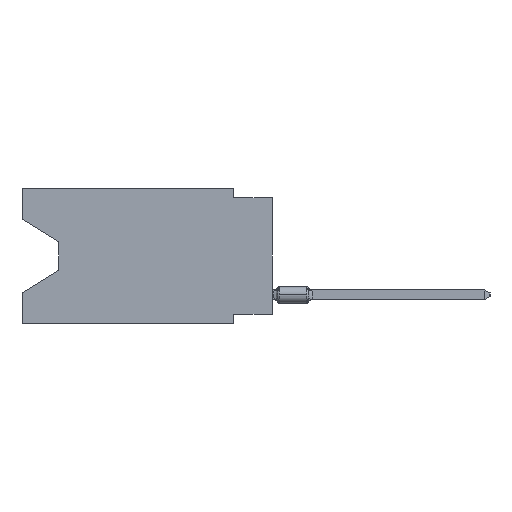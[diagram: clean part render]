
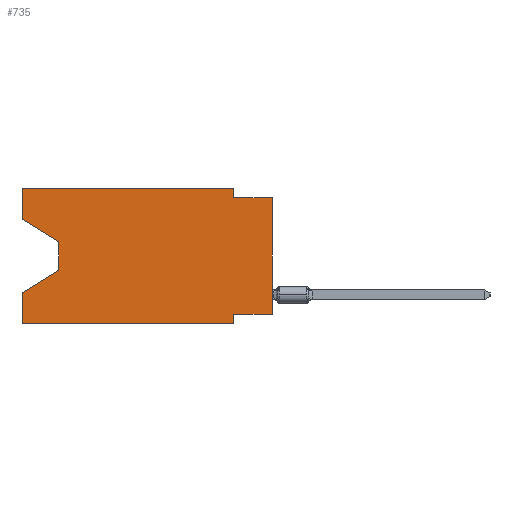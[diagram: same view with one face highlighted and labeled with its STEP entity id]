
A CAD part, left-side view. The second image highlights one B-rep face of the part: STEP entity #735.
In plain terms, the highlighted planar face has unit normal (-1, 0, 0).
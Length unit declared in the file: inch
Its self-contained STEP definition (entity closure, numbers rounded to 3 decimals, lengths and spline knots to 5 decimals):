
#29 = VERTEX_POINT ( 'NONE', #1062 ) ;
#578 = VECTOR ( 'NONE', #27795, 39.37008 ) ;
#636 = CARTESIAN_POINT ( 'NONE',  ( 0., 0., -0.325 ) ) ;
#735 = ADVANCED_FACE ( 'NONE', ( #22684 ), #29395, .F. ) ;
#1062 = CARTESIAN_POINT ( 'NONE',  ( 0., 0.1, -0.025 ) ) ;
#1297 = EDGE_CURVE ( 'NONE', #17904, #29, #18244, .T. ) ;
#2489 = EDGE_LOOP ( 'NONE', ( #6557, #39526, #12208, #37803, #4567, #27979, #9670, #9923, #42749, #11252, #37902, #29986 ) ) ;
#2556 = EDGE_CURVE ( 'NONE', #30720, #26442, #24744, .T. ) ;
#2628 = VECTOR ( 'NONE', #41415, 39.37008 ) ;
#3597 = DIRECTION ( 'NONE',  ( 0., -1., 0. ) ) ;
#4077 = CARTESIAN_POINT ( 'NONE',  ( 0., 0.1, 0. ) ) ;
#4375 = VERTEX_POINT ( 'NONE', #28959 ) ;
#4520 = DIRECTION ( 'NONE',  ( 0., 0., -1. ) ) ;
#4567 = ORIENTED_EDGE ( 'NONE', *, *, #16670, .T. ) ;
#5238 = CARTESIAN_POINT ( 'NONE',  ( 0., 0.1, 0. ) ) ;
#5761 = CARTESIAN_POINT ( 'NONE',  ( 0., 0.1, -0.35 ) ) ;
#6044 = CARTESIAN_POINT ( 'NONE',  ( 0., 0.645, -0.08025 ) ) ;
#6313 = DIRECTION ( 'NONE',  ( 0., 1., 0. ) ) ;
#6557 = ORIENTED_EDGE ( 'NONE', *, *, #15148, .T. ) ;
#7316 = CARTESIAN_POINT ( 'NONE',  ( 0., 0.645, -0.35 ) ) ;
#7786 = LINE ( 'NONE', #20980, #34163 ) ;
#7847 = VECTOR ( 'NONE', #34606, 39.37008 ) ;
#8102 = VECTOR ( 'NONE', #11973, 39.37008 ) ;
#9558 = CARTESIAN_POINT ( 'NONE',  ( 0., 0., -0.325 ) ) ;
#9670 = ORIENTED_EDGE ( 'NONE', *, *, #32901, .F. ) ;
#9882 = LINE ( 'NONE', #29604, #12457 ) ;
#9923 = ORIENTED_EDGE ( 'NONE', *, *, #14293, .T. ) ;
#9936 = LINE ( 'NONE', #7316, #39424 ) ;
#10667 = CARTESIAN_POINT ( 'NONE',  ( 0., 0.645, -0.35 ) ) ;
#10714 = LINE ( 'NONE', #17860, #28919 ) ;
#11252 = ORIENTED_EDGE ( 'NONE', *, *, #1297, .F. ) ;
#11386 = EDGE_CURVE ( 'NONE', #42235, #31839, #37540, .T. ) ;
#11805 = VECTOR ( 'NONE', #6313, 39.37008 ) ;
#11973 = DIRECTION ( 'NONE',  ( 0., 0., -1. ) ) ;
#12208 = ORIENTED_EDGE ( 'NONE', *, *, #33693, .T. ) ;
#12457 = VECTOR ( 'NONE', #29392, 39.37008 ) ;
#12909 = CARTESIAN_POINT ( 'NONE',  ( 0., 0.645, 0. ) ) ;
#14197 = VERTEX_POINT ( 'NONE', #29384 ) ;
#14293 = EDGE_CURVE ( 'NONE', #26990, #4375, #10714, .T. ) ;
#14851 = VECTOR ( 'NONE', #40820, 39.37008 ) ;
#15148 = EDGE_CURVE ( 'NONE', #14197, #30720, #39002, .T. ) ;
#16605 = CARTESIAN_POINT ( 'NONE',  ( 0., 0., -0.025 ) ) ;
#16670 = EDGE_CURVE ( 'NONE', #42235, #23191, #9936, .T. ) ;
#17435 = DIRECTION ( 'NONE',  ( 0., 0., 1. ) ) ;
#17860 = CARTESIAN_POINT ( 'NONE',  ( 0., 0., 0. ) ) ;
#17904 = VERTEX_POINT ( 'NONE', #4077 ) ;
#18244 = LINE ( 'NONE', #5238, #578 ) ;
#19361 = LINE ( 'NONE', #32596, #7847 ) ;
#19383 = EDGE_CURVE ( 'NONE', #40118, #17904, #20269, .T. ) ;
#20269 = LINE ( 'NONE', #20700, #25302 ) ;
#20700 = CARTESIAN_POINT ( 'NONE',  ( 0., 0.645, 0. ) ) ;
#20980 = CARTESIAN_POINT ( 'NONE',  ( 0., 0.1, -0.35 ) ) ;
#21369 = AXIS2_PLACEMENT_3D ( 'NONE', #12909, #28990, #39366 ) ;
#22155 = CARTESIAN_POINT ( 'NONE',  ( 0., 0.55, -0.138 ) ) ;
#22684 = FACE_OUTER_BOUND ( 'NONE', #2489, .T. ) ;
#22994 = LINE ( 'NONE', #9558, #11805 ) ;
#23191 = VERTEX_POINT ( 'NONE', #5761 ) ;
#24744 = LINE ( 'NONE', #22155, #8102 ) ;
#25302 = VECTOR ( 'NONE', #3597, 39.37008 ) ;
#25760 = CARTESIAN_POINT ( 'NONE',  ( 0., 0.645, 0. ) ) ;
#26442 = VERTEX_POINT ( 'NONE', #35830 ) ;
#26585 = CARTESIAN_POINT ( 'NONE',  ( 0., 0.55, -0.138 ) ) ;
#26875 = CARTESIAN_POINT ( 'NONE',  ( 0., 0.1, -0.325 ) ) ;
#26990 = VERTEX_POINT ( 'NONE', #636 ) ;
#27104 = CARTESIAN_POINT ( 'NONE',  ( 0., 0.645, -0.26975 ) ) ;
#27795 = DIRECTION ( 'NONE',  ( 0., 0., -1. ) ) ;
#27979 = ORIENTED_EDGE ( 'NONE', *, *, #39829, .F. ) ;
#28919 = VECTOR ( 'NONE', #17435, 39.37008 ) ;
#28959 = CARTESIAN_POINT ( 'NONE',  ( 0., 0., -0.025 ) ) ;
#28990 = DIRECTION ( 'NONE',  ( 1., 0., 0. ) ) ;
#29384 = CARTESIAN_POINT ( 'NONE',  ( 0., 0.645, -0.08025 ) ) ;
#29392 = DIRECTION ( 'NONE',  ( 0., 0.855, -0.519 ) ) ;
#29395 = PLANE ( 'NONE',  #21369 ) ;
#29604 = CARTESIAN_POINT ( 'NONE',  ( 0., 0.55, -0.212 ) ) ;
#29986 = ORIENTED_EDGE ( 'NONE', *, *, #39286, .F. ) ;
#30720 = VERTEX_POINT ( 'NONE', #26585 ) ;
#31839 = VERTEX_POINT ( 'NONE', #27104 ) ;
#31885 = VERTEX_POINT ( 'NONE', #26875 ) ;
#32596 = CARTESIAN_POINT ( 'NONE',  ( 0., 0.645, 0. ) ) ;
#32901 = EDGE_CURVE ( 'NONE', #26990, #31885, #22994, .T. ) ;
#33693 = EDGE_CURVE ( 'NONE', #26442, #31839, #9882, .T. ) ;
#34163 = VECTOR ( 'NONE', #4520, 39.37008 ) ;
#34606 = DIRECTION ( 'NONE',  ( 0., 0., 1. ) ) ;
#34924 = EDGE_CURVE ( 'NONE', #29, #4375, #42847, .T. ) ;
#35830 = CARTESIAN_POINT ( 'NONE',  ( 0., 0.55, -0.212 ) ) ;
#36051 = VECTOR ( 'NONE', #36527, 39.37008 ) ;
#36527 = DIRECTION ( 'NONE',  ( 0., -1., 0. ) ) ;
#37540 = LINE ( 'NONE', #41693, #14851 ) ;
#37803 = ORIENTED_EDGE ( 'NONE', *, *, #11386, .F. ) ;
#37902 = ORIENTED_EDGE ( 'NONE', *, *, #19383, .F. ) ;
#39002 = LINE ( 'NONE', #6044, #2628 ) ;
#39286 = EDGE_CURVE ( 'NONE', #14197, #40118, #19361, .T. ) ;
#39366 = DIRECTION ( 'NONE',  ( 0., 0., -1. ) ) ;
#39424 = VECTOR ( 'NONE', #40059, 39.37008 ) ;
#39526 = ORIENTED_EDGE ( 'NONE', *, *, #2556, .T. ) ;
#39829 = EDGE_CURVE ( 'NONE', #31885, #23191, #7786, .T. ) ;
#40059 = DIRECTION ( 'NONE',  ( 0., -1., 0. ) ) ;
#40118 = VERTEX_POINT ( 'NONE', #25760 ) ;
#40820 = DIRECTION ( 'NONE',  ( 0., 0., 1. ) ) ;
#41415 = DIRECTION ( 'NONE',  ( 0., -0.855, -0.519 ) ) ;
#41693 = CARTESIAN_POINT ( 'NONE',  ( 0., 0.645, 0. ) ) ;
#42235 = VERTEX_POINT ( 'NONE', #10667 ) ;
#42749 = ORIENTED_EDGE ( 'NONE', *, *, #34924, .F. ) ;
#42847 = LINE ( 'NONE', #16605, #36051 ) ;
